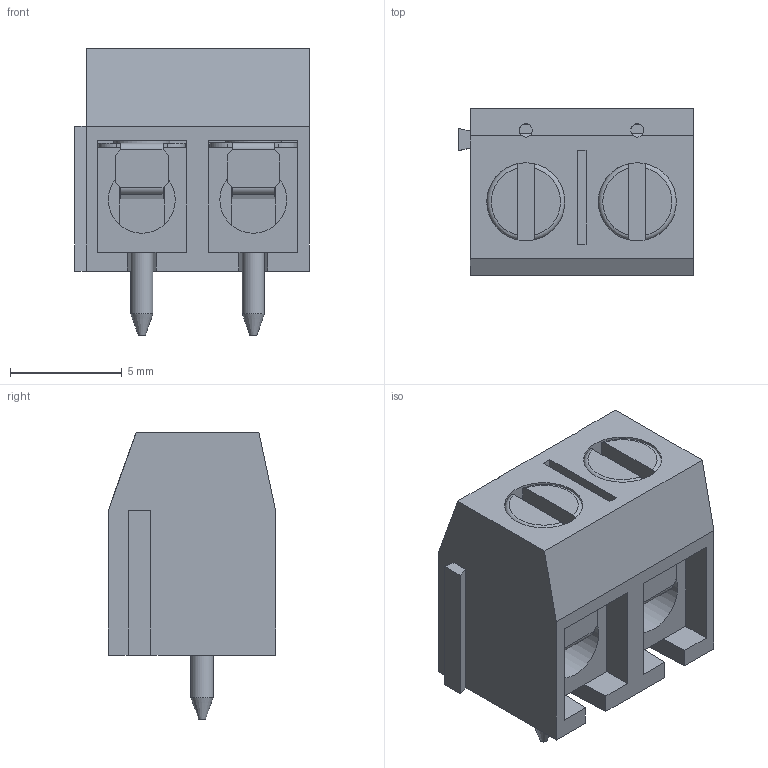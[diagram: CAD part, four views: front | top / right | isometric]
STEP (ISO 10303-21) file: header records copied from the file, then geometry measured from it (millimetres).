
FILE_DESCRIPTION(/* description */ ('Unknown'),/* implementation_level */ '2;1');
FILE_NAME(/* name */ '691502710002',/* time_stamp */ '2016-02-24T09:46:39+01:00',/* author */ ('Unknown'),/* organization */ ('Unknown'),/* preprocessor_version */ 'ST-DEVELOPER v16',/* originating_system */ 'DEX',/* authorisation */ $);
FILE_SCHEMA (('AUTOMOTIVE_DESIGN {1 0 10303 214 3 1 1}'));
Length unit declared in the file: millimetre
Products named in the file (5): 6915027100xx; 691502710002; 6915027100xx_CAGE; 6915027100xx_PIN; 6915027100xx_VIS
Assembly tree (7 placements, depth 2):
  6915027100xx
    691502710002
    6915027100xx_CAGE  x2
    6915027100xx_PIN  x2
    6915027100xx_VIS  x2
Bounding box: 10.5 x 7.5 x 12.9 mm (x, y, z)
Volume: 537.6 mm3; surface area: 1355.8 mm2
Topology: 7 solids, 7 shells, 193 faces, 500 edges, 324 vertices
Faces by surface type: plane 133, cylinder 46, cone 8, torus 6
Full cylindrical faces by diameter (mm): 0.6 x2, 1 x2, 2 x2, 2.5 x2, 2.75 x2, 3 x2, 3.5 x4
Entity records: 4246 total; most frequent: CARTESIAN_POINT 918, DIRECTION 626, ORIENTED_EDGE 606, EDGE_CURVE 303, LINE 232, VECTOR 232, VERTEX_POINT 205, AXIS2_PLACEMENT_3D 197
